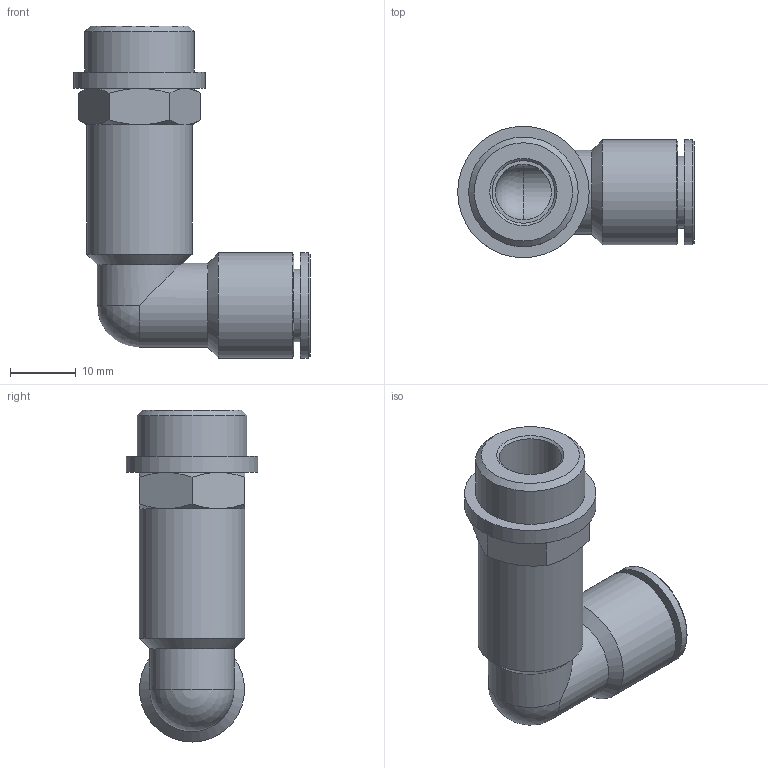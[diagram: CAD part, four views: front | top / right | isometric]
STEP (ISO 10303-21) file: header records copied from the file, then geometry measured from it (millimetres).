
FILE_DESCRIPTION(/* description */ ('STEP AP214'),/* implementation_level */ '2;1');
FILE_NAME(/* name */ '578269_NPQH-LL-G38-Q10-P10',/* time_stamp */ '2024-09-13T05:23:37+02:00',/* author */ ('License CC BY-ND 4.0'),/* organization */ ('CADENAS'),/* preprocessor_version */ 'ST-DEVELOPER v19.3',/* originating_system */ 'PARTsolutions',/* authorisation */ ' ');
FILE_SCHEMA (('AUTOMOTIVE_DESIGN {1 0 10303 214 3 1 1}'));
Length unit declared in the file: millimetre
Products named in the file (1): 578269 NPQH-LL-G38-Q10-P10
Bounding box: 36 x 20 x 50.5 mm (x, y, z)
Volume: 8364.1 mm3; surface area: 5952.7 mm2
Topology: 1 solids, 1 shells, 47 faces, 102 edges, 60 vertices
Faces by surface type: cone 20, plane 13, cylinder 12, sphere 2
Full cylindrical faces by diameter (mm): 8.5 x2, 9.521 x1, 10 x1, 11 x1, 12.8 x1, 16 x3, 16.662 x1, 20 x1
Entity records: 1159 total; most frequent: CARTESIAN_POINT 251, DIRECTION 188, ORIENTED_EDGE 148, AXIS2_PLACEMENT_3D 91, EDGE_CURVE 74, EDGE_LOOP 73, FACE_BOUND 73, VERTEX_POINT 53
